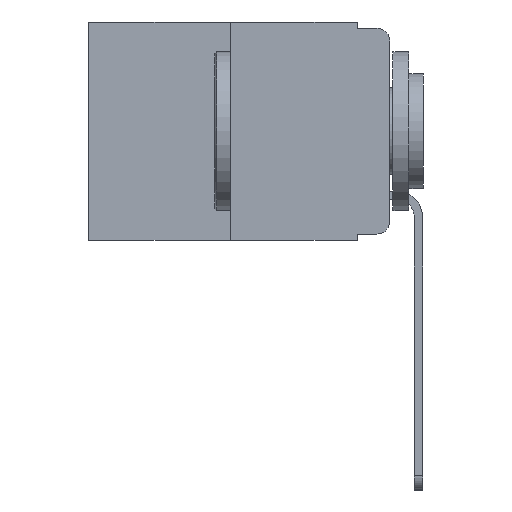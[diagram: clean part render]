
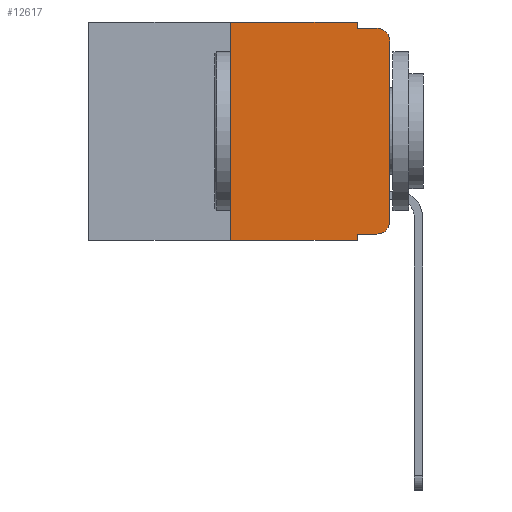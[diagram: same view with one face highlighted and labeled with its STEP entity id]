
A CAD part, left-side view. The second image highlights one B-rep face of the part: STEP entity #12617.
In plain terms, the highlighted planar face has unit normal (-1, 0, 0).
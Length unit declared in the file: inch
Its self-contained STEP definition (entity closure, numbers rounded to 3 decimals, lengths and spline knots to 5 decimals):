
#113 = CARTESIAN_POINT ( 'NONE',  ( 0., 0.051, 0. ) ) ;
#136 = VECTOR ( 'NONE', #11911, 39.37008 ) ;
#214 = CARTESIAN_POINT ( 'NONE',  ( 0., 0.25, 0. ) ) ;
#246 = ORIENTED_EDGE ( 'NONE', *, *, #4456, .T. ) ;
#374 = ORIENTED_EDGE ( 'NONE', *, *, #11114, .F. ) ;
#549 = ORIENTED_EDGE ( 'NONE', *, *, #3400, .T. ) ;
#653 = LINE ( 'NONE', #12824, #5749 ) ;
#661 = EDGE_CURVE ( 'NONE', #5575, #6598, #1461, .T. ) ;
#738 = VERTEX_POINT ( 'NONE', #11689 ) ;
#915 = DIRECTION ( 'NONE',  ( -1., 0., 0. ) ) ;
#1162 = EDGE_CURVE ( 'NONE', #12107, #12860, #1447, .T. ) ;
#1224 = VERTEX_POINT ( 'NONE', #10485 ) ;
#1351 = AXIS2_PLACEMENT_3D ( 'NONE', #7289, #915, #8311 ) ;
#1447 = LINE ( 'NONE', #9531, #6447 ) ;
#1461 = LINE ( 'NONE', #113, #12093 ) ;
#1738 = EDGE_CURVE ( 'NONE', #5575, #9384, #3843, .T. ) ;
#1955 = DIRECTION ( 'NONE',  ( 0., 0., -1. ) ) ;
#2216 = CIRCLE ( 'NONE', #5327, 0.02 ) ;
#2561 = LINE ( 'NONE', #214, #7778 ) ;
#2605 = CARTESIAN_POINT ( 'NONE',  ( 0., 0.051, -0.01 ) ) ;
#3162 = LINE ( 'NONE', #12903, #136 ) ;
#3400 = EDGE_CURVE ( 'NONE', #738, #12860, #12335, .T. ) ;
#3679 = CARTESIAN_POINT ( 'NONE',  ( 0., 0.02, -0.333 ) ) ;
#3692 = CARTESIAN_POINT ( 'NONE',  ( 0., 0.473, 0. ) ) ;
#3842 = EDGE_LOOP ( 'NONE', ( #5324, #549, #7582, #374, #7094, #6625, #5837, #12277, #7771, #246 ) ) ;
#3843 = LINE ( 'NONE', #4578, #11264 ) ;
#4415 = LINE ( 'NONE', #13368, #9511 ) ;
#4456 = EDGE_CURVE ( 'NONE', #9384, #4922, #2216, .T. ) ;
#4578 = CARTESIAN_POINT ( 'NONE',  ( 0., 0.051, -0.333 ) ) ;
#4730 = DIRECTION ( 'NONE',  ( 1., 0., 0. ) ) ;
#4922 = VERTEX_POINT ( 'NONE', #12240 ) ;
#5324 = ORIENTED_EDGE ( 'NONE', *, *, #10207, .T. ) ;
#5327 = AXIS2_PLACEMENT_3D ( 'NONE', #11442, #10472, #1955 ) ;
#5472 = CARTESIAN_POINT ( 'NONE',  ( 0., 0.051, -0.333 ) ) ;
#5575 = VERTEX_POINT ( 'NONE', #5472 ) ;
#5749 = VECTOR ( 'NONE', #8835, 39.37008 ) ;
#5755 = EDGE_CURVE ( 'NONE', #6546, #1224, #2561, .T. ) ;
#5837 = ORIENTED_EDGE ( 'NONE', *, *, #12190, .T. ) ;
#5921 = FACE_OUTER_BOUND ( 'NONE', #3842, .T. ) ;
#6341 = DIRECTION ( 'NONE',  ( 0., 0., -1. ) ) ;
#6447 = VECTOR ( 'NONE', #9211, 39.37008 ) ;
#6546 = VERTEX_POINT ( 'NONE', #9741 ) ;
#6598 = VERTEX_POINT ( 'NONE', #6810 ) ;
#6625 = ORIENTED_EDGE ( 'NONE', *, *, #5755, .F. ) ;
#6810 = CARTESIAN_POINT ( 'NONE',  ( 0., 0.051, -0.343 ) ) ;
#7094 = ORIENTED_EDGE ( 'NONE', *, *, #10090, .F. ) ;
#7289 = CARTESIAN_POINT ( 'NONE',  ( 0., 0.02, -0.03 ) ) ;
#7518 = LINE ( 'NONE', #7923, #12518 ) ;
#7582 = ORIENTED_EDGE ( 'NONE', *, *, #1162, .F. ) ;
#7771 = ORIENTED_EDGE ( 'NONE', *, *, #1738, .T. ) ;
#7778 = VECTOR ( 'NONE', #10609, 39.37008 ) ;
#7805 = CARTESIAN_POINT ( 'NONE',  ( 0., 0.051, 0. ) ) ;
#7923 = CARTESIAN_POINT ( 'NONE',  ( 0., 0., 0. ) ) ;
#7957 = AXIS2_PLACEMENT_3D ( 'NONE', #3692, #4730, #11782 ) ;
#8076 = CARTESIAN_POINT ( 'NONE',  ( 0., 0.02, -0.01 ) ) ;
#8096 = DIRECTION ( 'NONE',  ( 0., -1., 0. ) ) ;
#8311 = DIRECTION ( 'NONE',  ( 0., 0., -1. ) ) ;
#8835 = DIRECTION ( 'NONE',  ( 0., -1., 0. ) ) ;
#9211 = DIRECTION ( 'NONE',  ( 0., -1., 0. ) ) ;
#9384 = VERTEX_POINT ( 'NONE', #3679 ) ;
#9511 = VECTOR ( 'NONE', #6341, 39.37008 ) ;
#9531 = CARTESIAN_POINT ( 'NONE',  ( 0., 0.051, -0.01 ) ) ;
#9741 = CARTESIAN_POINT ( 'NONE',  ( 0., 0.25, -0.343 ) ) ;
#9956 = DIRECTION ( 'NONE',  ( 0., 0., 1. ) ) ;
#10090 = EDGE_CURVE ( 'NONE', #1224, #11374, #653, .T. ) ;
#10207 = EDGE_CURVE ( 'NONE', #4922, #738, #7518, .T. ) ;
#10472 = DIRECTION ( 'NONE',  ( -1., 0., 0. ) ) ;
#10485 = CARTESIAN_POINT ( 'NONE',  ( 0., 0.25, 0. ) ) ;
#10609 = DIRECTION ( 'NONE',  ( 0., 0., 1. ) ) ;
#10772 = PLANE ( 'NONE',  #7957 ) ;
#11114 = EDGE_CURVE ( 'NONE', #11374, #12107, #4415, .T. ) ;
#11264 = VECTOR ( 'NONE', #8096, 39.37008 ) ;
#11374 = VERTEX_POINT ( 'NONE', #7805 ) ;
#11442 = CARTESIAN_POINT ( 'NONE',  ( 0., 0.02, -0.313 ) ) ;
#11689 = CARTESIAN_POINT ( 'NONE',  ( 0., 0., -0.03 ) ) ;
#11782 = DIRECTION ( 'NONE',  ( 0., 0., -1. ) ) ;
#11911 = DIRECTION ( 'NONE',  ( 0., -1., 0. ) ) ;
#12093 = VECTOR ( 'NONE', #13033, 39.37008 ) ;
#12107 = VERTEX_POINT ( 'NONE', #2605 ) ;
#12190 = EDGE_CURVE ( 'NONE', #6546, #6598, #3162, .T. ) ;
#12240 = CARTESIAN_POINT ( 'NONE',  ( 0., 0., -0.313 ) ) ;
#12277 = ORIENTED_EDGE ( 'NONE', *, *, #661, .F. ) ;
#12335 = CIRCLE ( 'NONE', #1351, 0.02 ) ;
#12518 = VECTOR ( 'NONE', #9956, 39.37008 ) ;
#12617 = ADVANCED_FACE ( 'NONE', ( #5921 ), #10772, .F. ) ;
#12824 = CARTESIAN_POINT ( 'NONE',  ( 0., 0.473, 0. ) ) ;
#12860 = VERTEX_POINT ( 'NONE', #8076 ) ;
#12903 = CARTESIAN_POINT ( 'NONE',  ( 0., 0.473, -0.343 ) ) ;
#13033 = DIRECTION ( 'NONE',  ( 0., 0., -1. ) ) ;
#13368 = CARTESIAN_POINT ( 'NONE',  ( 0., 0.051, 0. ) ) ;
